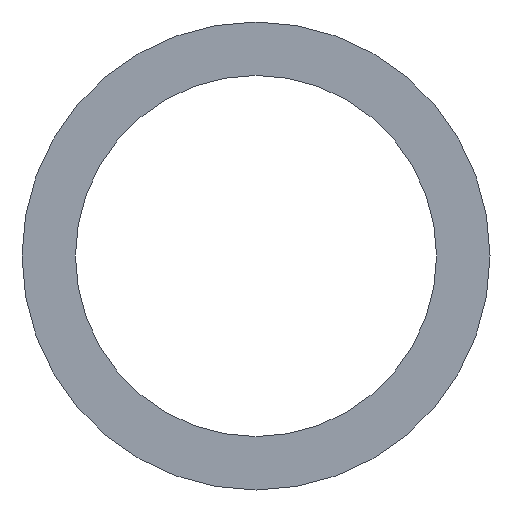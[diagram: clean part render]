
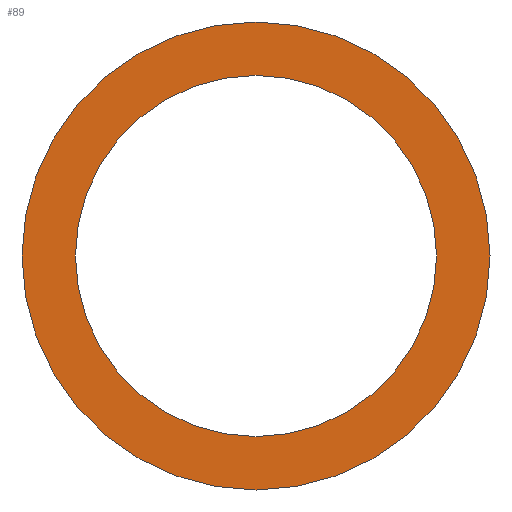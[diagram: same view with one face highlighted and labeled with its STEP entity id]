
A CAD part, front view. The second image highlights one B-rep face of the part: STEP entity #89.
In plain terms, the highlighted planar face has unit normal (0, -1, 0).
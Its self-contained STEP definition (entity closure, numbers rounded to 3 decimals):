
#1 = DIRECTION ( 'NONE',  ( 0., 0., 1. ) ) ;
#2 = DIRECTION ( 'NONE',  ( 0., 1., 0. ) ) ;
#17 = CARTESIAN_POINT ( 'NONE',  ( 0., 0., 0. ) ) ;
#25 = CARTESIAN_POINT ( 'NONE',  ( 0., 0., 0. ) ) ;
#26 = DIRECTION ( 'NONE',  ( 0., 1., 0. ) ) ;
#27 = DIRECTION ( 'NONE',  ( 0., 0., 1. ) ) ;
#28 = CARTESIAN_POINT ( 'NONE',  ( 0., 0., 31.75 ) ) ;
#29 = CARTESIAN_POINT ( 'NONE',  ( 0., 0., 0. ) ) ;
#30 = DIRECTION ( 'NONE',  ( 0., 1., 0. ) ) ;
#31 = DIRECTION ( 'NONE',  ( 0., 0., 1. ) ) ;
#35 = CARTESIAN_POINT ( 'NONE',  ( 0., 0., 41.15 ) ) ;
#36 = CARTESIAN_POINT ( 'NONE',  ( 0., 0., 0. ) ) ;
#37 = DIRECTION ( 'NONE',  ( 0., 1., 0. ) ) ;
#38 = DIRECTION ( 'NONE',  ( 0., 0., 1. ) ) ;
#39 = CARTESIAN_POINT ( 'NONE',  ( 0., 0., -31.75 ) ) ;
#41 = CARTESIAN_POINT ( 'NONE',  ( 0., 0., -41.15 ) ) ;
#54 = EDGE_CURVE ( 'NONE', #171, #150, #137, .T. ) ;
#59 = AXIS2_PLACEMENT_3D ( 'NONE', #17, #2, #1 ) ;
#64 = AXIS2_PLACEMENT_3D ( 'NONE', #25, #26, #27 ) ;
#66 = AXIS2_PLACEMENT_3D ( 'NONE', #106, #110, #111 ) ;
#69 = AXIS2_PLACEMENT_3D ( 'NONE', #29, #30, #31 ) ;
#72 = AXIS2_PLACEMENT_3D ( 'NONE', #36, #37, #38 ) ;
#89 = ADVANCED_FACE ( 'NONE', ( #163, #177 ), #108, .F. ) ;
#97 = EDGE_CURVE ( 'NONE', #193, #164, #176, .T. ) ;
#98 = EDGE_CURVE ( 'NONE', #150, #171, #187, .T. ) ;
#106 = CARTESIAN_POINT ( 'NONE',  ( 0., 0., 0. ) ) ;
#108 = PLANE ( 'NONE',  #66 ) ;
#110 = DIRECTION ( 'NONE',  ( 0., 1., 0. ) ) ;
#111 = DIRECTION ( 'NONE',  ( 0., 0., 1. ) ) ;
#119 = EDGE_CURVE ( 'NONE', #164, #193, #134, .T. ) ;
#134 = CIRCLE ( 'NONE', #72, 41.15 ) ;
#137 = CIRCLE ( 'NONE', #59, 31.75 ) ;
#140 = EDGE_LOOP ( 'NONE', ( #207, #141 ) ) ;
#141 = ORIENTED_EDGE ( 'NONE', *, *, #54, .T. ) ;
#150 = VERTEX_POINT ( 'NONE', #39 ) ;
#163 = FACE_OUTER_BOUND ( 'NONE', #184, .T. ) ;
#164 = VERTEX_POINT ( 'NONE', #35 ) ;
#171 = VERTEX_POINT ( 'NONE', #28 ) ;
#172 = ORIENTED_EDGE ( 'NONE', *, *, #97, .F. ) ;
#174 = ORIENTED_EDGE ( 'NONE', *, *, #119, .F. ) ;
#176 = CIRCLE ( 'NONE', #64, 41.15 ) ;
#177 = FACE_BOUND ( 'NONE', #140, .T. ) ;
#184 = EDGE_LOOP ( 'NONE', ( #172, #174 ) ) ;
#187 = CIRCLE ( 'NONE', #69, 31.75 ) ;
#193 = VERTEX_POINT ( 'NONE', #41 ) ;
#207 = ORIENTED_EDGE ( 'NONE', *, *, #98, .T. ) ;
